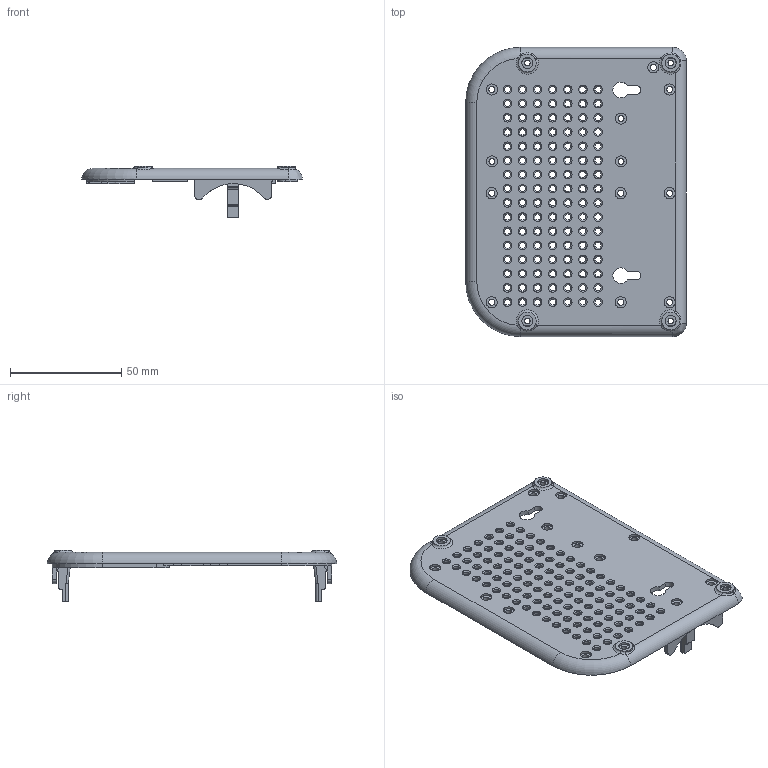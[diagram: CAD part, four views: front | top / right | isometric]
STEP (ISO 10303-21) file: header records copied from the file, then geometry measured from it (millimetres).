
FILE_DESCRIPTION(/* description */ (''),/* implementation_level */ '2;1');
FILE_NAME(/* name */ 'bottom_cover_v2.stp',/* time_stamp */ '2023-04-21T20:50:34+08:00',/* author */ ('mmajz'),/* organization */ (''),/* preprocessor_version */ 'ST-DEVELOPER v17',/* originating_system */ 'Autodesk Inventor 2019',/* authorisation */ '');
FILE_SCHEMA (('AUTOMOTIVE_DESIGN { 1 0 10303 214 3 1 1 }'));
Length unit declared in the file: millimetre
Products named in the file (1): bottom_cover_v2
Bounding box: 99.19 x 130 x 23.2 mm (x, y, z)
Volume: 31985.8 mm3; surface area: 31581.8 mm2
Topology: 1 solids, 1 shells, 756 faces, 2090 edges, 1357 vertices
Faces by surface type: cylinder 293, torus 273, plane 164, bspline 24, sphere 2
Full cylindrical faces by diameter (mm): 2.5 x4, 2.7 x11, 2.8 x112, 5 x20, 5.5 x1
Entity records: 26968 total; most frequent: CARTESIAN_POINT 5455, DIRECTION 4766, ORIENTED_EDGE 4180, EDGE_CURVE 2090, AXIS2_PLACEMENT_3D 2048, VERTEX_POINT 1357, CIRCLE 1301, EDGE_LOOP 1037
